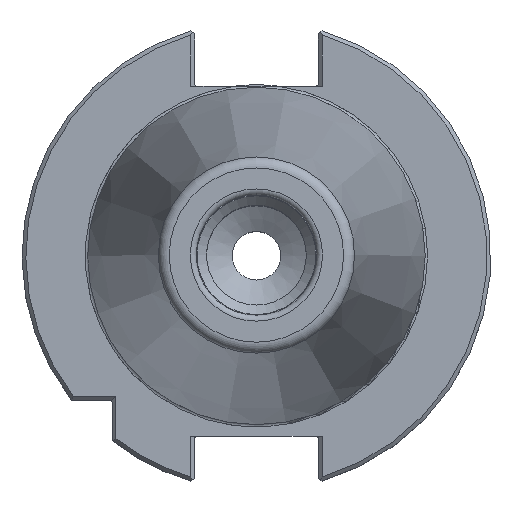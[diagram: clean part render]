
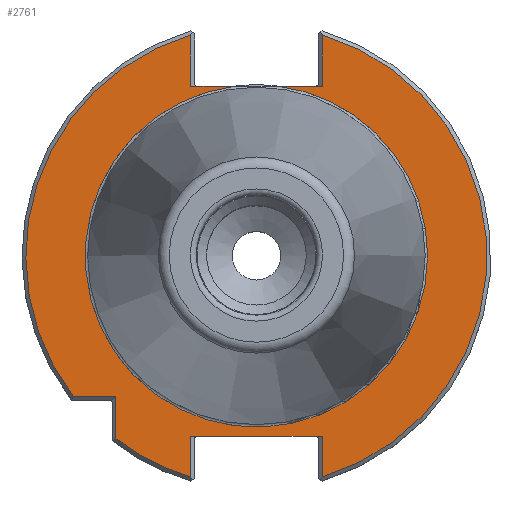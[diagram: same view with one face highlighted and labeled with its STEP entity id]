
A CAD part, top view. The second image highlights one B-rep face of the part: STEP entity #2761.
In plain terms, the highlighted planar face has unit normal (0, 0, 1).
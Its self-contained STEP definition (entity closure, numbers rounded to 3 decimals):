
#225=CIRCLE('',#2928,35.591);
#226=CIRCLE('',#2930,47.95);
#227=CIRCLE('',#2931,47.95);
#228=CIRCLE('',#2932,47.95);
#513=ORIENTED_EDGE('',*,*,#996,.T.);
#514=ORIENTED_EDGE('',*,*,#997,.T.);
#515=ORIENTED_EDGE('',*,*,#998,.F.);
#516=ORIENTED_EDGE('',*,*,#999,.T.);
#517=ORIENTED_EDGE('',*,*,#1000,.T.);
#518=ORIENTED_EDGE('',*,*,#1001,.T.);
#519=ORIENTED_EDGE('',*,*,#1002,.F.);
#520=ORIENTED_EDGE('',*,*,#995,.F.);
#521=ORIENTED_EDGE('',*,*,#1003,.F.);
#522=ORIENTED_EDGE('',*,*,#1004,.T.);
#523=ORIENTED_EDGE('',*,*,#1005,.T.);
#524=ORIENTED_EDGE('',*,*,#1006,.T.);
#525=ORIENTED_EDGE('',*,*,#1007,.T.);
#995=EDGE_CURVE('',#1234,#1233,#225,.T.);
#996=EDGE_CURVE('',#1235,#1236,#226,.T.);
#997=EDGE_CURVE('',#1236,#1237,#1372,.T.);
#998=EDGE_CURVE('',#1238,#1237,#1373,.T.);
#999=EDGE_CURVE('',#1238,#1239,#1374,.T.);
#1000=EDGE_CURVE('',#1239,#1240,#227,.T.);
#1001=EDGE_CURVE('',#1240,#1241,#1375,.T.);
#1002=EDGE_CURVE('',#1233,#1241,#1376,.T.);
#1003=EDGE_CURVE('',#1242,#1234,#1377,.T.);
#1004=EDGE_CURVE('',#1242,#1243,#1378,.T.);
#1005=EDGE_CURVE('',#1243,#1244,#228,.T.);
#1006=EDGE_CURVE('',#1244,#1245,#1379,.T.);
#1007=EDGE_CURVE('',#1245,#1235,#1380,.T.);
#1233=VERTEX_POINT('',#4139);
#1234=VERTEX_POINT('',#4140);
#1235=VERTEX_POINT('',#4144);
#1236=VERTEX_POINT('',#4145);
#1237=VERTEX_POINT('',#4147);
#1238=VERTEX_POINT('',#4149);
#1239=VERTEX_POINT('',#4151);
#1240=VERTEX_POINT('',#4153);
#1241=VERTEX_POINT('',#4155);
#1242=VERTEX_POINT('',#4158);
#1243=VERTEX_POINT('',#4160);
#1244=VERTEX_POINT('',#4162);
#1245=VERTEX_POINT('',#4164);
#1372=LINE('',#4146,#1470);
#1373=LINE('',#4148,#1471);
#1374=LINE('',#4150,#1472);
#1375=LINE('',#4154,#1473);
#1376=LINE('',#4156,#1474);
#1377=LINE('',#4157,#1475);
#1378=LINE('',#4159,#1476);
#1379=LINE('',#4163,#1477);
#1380=LINE('',#4165,#1478);
#1470=VECTOR('',#3313,1000.);
#1471=VECTOR('',#3314,1000.);
#1472=VECTOR('',#3315,1000.);
#1473=VECTOR('',#3318,1000.);
#1474=VECTOR('',#3319,1000.);
#1475=VECTOR('',#3320,1000.);
#1476=VECTOR('',#3321,1000.);
#1477=VECTOR('',#3324,1000.);
#1478=VECTOR('',#3325,1000.);
#1547=EDGE_LOOP('',(#513,#514,#515,#516,#517,#518,#519,#520,#521,#522,#523,
#524,#525));
#1712=FACE_BOUND('',#1547,.T.);
#1848=PLANE('',#2929);
#2761=ADVANCED_FACE('',(#1712),#1848,.T.);
#2928=AXIS2_PLACEMENT_3D('',#4141,#3307,#3308);
#2929=AXIS2_PLACEMENT_3D('',#4142,#3309,#3310);
#2930=AXIS2_PLACEMENT_3D('',#4143,#3311,#3312);
#2931=AXIS2_PLACEMENT_3D('',#4152,#3316,#3317);
#2932=AXIS2_PLACEMENT_3D('',#4161,#3322,#3323);
#3307=DIRECTION('',(0.,0.,1.));
#3308=DIRECTION('',(1.,0.,0.));
#3309=DIRECTION('',(0.,0.,1.));
#3310=DIRECTION('',(1.,0.,0.));
#3311=DIRECTION('',(0.,0.,1.));
#3312=DIRECTION('',(1.,0.,0.));
#3313=DIRECTION('',(0.,1.,0.));
#3314=DIRECTION('',(-1.,0.,0.));
#3315=DIRECTION('',(0.,-1.,0.));
#3316=DIRECTION('',(0.,0.,1.));
#3317=DIRECTION('',(1.,0.,0.));
#3318=DIRECTION('',(0.,-1.,0.));
#3319=DIRECTION('',(1.,0.,0.));
#3320=DIRECTION('',(1.,0.,0.));
#3321=DIRECTION('',(0.,1.,0.));
#3322=DIRECTION('',(0.,0.,1.));
#3323=DIRECTION('',(1.,0.,0.));
#3324=DIRECTION('',(1.,0.,0.));
#3325=DIRECTION('',(0.,-1.,0.));
#4139=CARTESIAN_POINT('',(4.543,35.3,-3.2));
#4140=CARTESIAN_POINT('',(-4.543,35.3,-3.2));
#4141=CARTESIAN_POINT('',(0.,0.,-3.2));
#4142=CARTESIAN_POINT('',(35.591,0.,-3.2));
#4143=CARTESIAN_POINT('',(0.,0.,-3.2));
#4144=CARTESIAN_POINT('',(-29.2,-38.034,-3.2));
#4145=CARTESIAN_POINT('',(-13.65,-45.966,-3.2));
#4146=CARTESIAN_POINT('',(-13.65,-37.5,-3.2));
#4147=CARTESIAN_POINT('',(-13.65,-37.5,-3.2));
#4148=CARTESIAN_POINT('',(12.85,-37.5,-3.2));
#4149=CARTESIAN_POINT('',(13.65,-37.5,-3.2));
#4150=CARTESIAN_POINT('',(13.65,-47.181,-3.2));
#4151=CARTESIAN_POINT('',(13.65,-45.966,-3.2));
#4152=CARTESIAN_POINT('',(0.,0.,-3.2));
#4153=CARTESIAN_POINT('',(13.65,45.966,-3.2));
#4154=CARTESIAN_POINT('',(13.65,35.3,-3.2));
#4155=CARTESIAN_POINT('',(13.65,35.3,-3.2));
#4156=CARTESIAN_POINT('',(-12.85,35.3,-3.2));
#4157=CARTESIAN_POINT('',(-12.85,35.3,-3.2));
#4158=CARTESIAN_POINT('',(-13.65,35.3,-3.2));
#4159=CARTESIAN_POINT('',(-13.65,47.181,-3.2));
#4160=CARTESIAN_POINT('',(-13.65,45.966,-3.2));
#4161=CARTESIAN_POINT('',(0.,0.,-3.2));
#4162=CARTESIAN_POINT('',(-38.034,-29.2,-3.2));
#4163=CARTESIAN_POINT('',(-30.,-29.2,-3.2));
#4164=CARTESIAN_POINT('',(-29.2,-29.2,-3.2));
#4165=CARTESIAN_POINT('',(-29.2,-38.616,-3.2));
